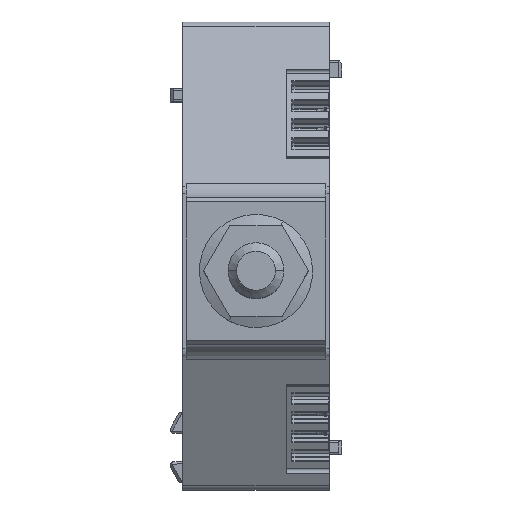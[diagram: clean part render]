
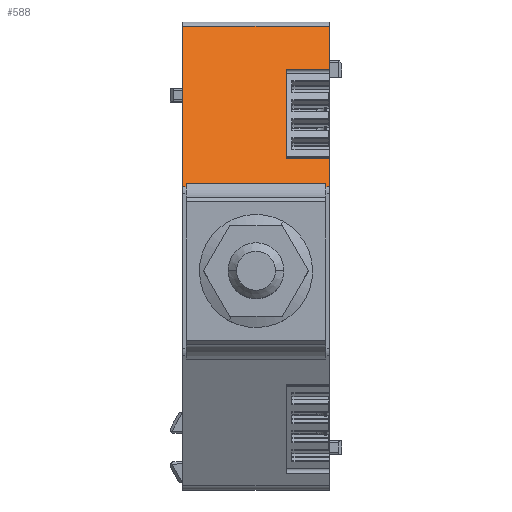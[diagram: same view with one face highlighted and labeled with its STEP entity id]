
A CAD part, top view. The second image highlights one B-rep face of the part: STEP entity #588.
In plain terms, the highlighted planar face has unit normal (0, 0.478, 0.878).
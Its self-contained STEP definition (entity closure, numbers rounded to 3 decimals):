
#488=AXIS2_PLACEMENT_3D('Plane Axis2P3D',#485,#486,#487) ;
#485=CARTESIAN_POINT('Axis2P3D Location',(12.3,41.8,29.462)) ;
#490=CARTESIAN_POINT('Line Origine',(12.3,43.889,28.326)) ;
#494=CARTESIAN_POINT('Vertex',(22.3,43.889,28.326)) ;
#496=CARTESIAN_POINT('Vertex',(2.3,43.889,28.326)) ;
#499=CARTESIAN_POINT('Line Origine',(22.3,43.631,28.467)) ;
#503=CARTESIAN_POINT('Vertex',(22.3,43.373,28.607)) ;
#506=CARTESIAN_POINT('Line Origine',(22.55,43.373,28.607)) ;
#510=CARTESIAN_POINT('Vertex',(22.8,43.373,28.607)) ;
#513=CARTESIAN_POINT('Line Origine',(22.8,45.486,27.458)) ;
#517=CARTESIAN_POINT('Vertex',(22.8,47.599,26.308)) ;
#520=CARTESIAN_POINT('Line Origine',(19.7,47.599,26.308)) ;
#524=CARTESIAN_POINT('Vertex',(16.6,47.599,26.308)) ;
#527=CARTESIAN_POINT('Line Origine',(16.6,53.925,22.868)) ;
#531=CARTESIAN_POINT('Vertex',(16.6,60.25,19.428)) ;
#534=CARTESIAN_POINT('Line Origine',(19.7,60.25,19.428)) ;
#538=CARTESIAN_POINT('Vertex',(22.8,60.25,19.428)) ;
#541=CARTESIAN_POINT('Line Origine',(22.8,63.311,17.763)) ;
#545=CARTESIAN_POINT('Vertex',(22.8,66.373,16.098)) ;
#548=CARTESIAN_POINT('Line Origine',(12.3,66.373,16.098)) ;
#552=CARTESIAN_POINT('Vertex',(1.8,66.373,16.098)) ;
#555=CARTESIAN_POINT('Line Origine',(1.8,54.873,22.352)) ;
#559=CARTESIAN_POINT('Vertex',(1.8,43.373,28.607)) ;
#562=CARTESIAN_POINT('Line Origine',(2.05,43.373,28.607)) ;
#566=CARTESIAN_POINT('Vertex',(2.3,43.373,28.607)) ;
#569=CARTESIAN_POINT('Line Origine',(2.3,43.631,28.467)) ;
#486=DIRECTION('Axis2P3D Direction',(0.,-0.478,-0.878)) ;
#487=DIRECTION('Axis2P3D XDirection',(0.,0.878,-0.478)) ;
#491=DIRECTION('Vector Direction',(-1.,0.,0.)) ;
#500=DIRECTION('Vector Direction',(0.,-0.878,0.478)) ;
#507=DIRECTION('Vector Direction',(-1.,0.,0.)) ;
#514=DIRECTION('Vector Direction',(0.,0.878,-0.478)) ;
#521=DIRECTION('Vector Direction',(-1.,0.,0.)) ;
#528=DIRECTION('Vector Direction',(0.,0.878,-0.478)) ;
#535=DIRECTION('Vector Direction',(-1.,0.,0.)) ;
#542=DIRECTION('Vector Direction',(0.,0.878,-0.478)) ;
#549=DIRECTION('Vector Direction',(1.,0.,0.)) ;
#556=DIRECTION('Vector Direction',(0.,0.878,-0.478)) ;
#563=DIRECTION('Vector Direction',(1.,0.,0.)) ;
#570=DIRECTION('Vector Direction',(0.,0.878,-0.478)) ;
#492=VECTOR('Line Direction',#491,1.) ;
#501=VECTOR('Line Direction',#500,1.) ;
#508=VECTOR('Line Direction',#507,1.) ;
#515=VECTOR('Line Direction',#514,1.) ;
#522=VECTOR('Line Direction',#521,1.) ;
#529=VECTOR('Line Direction',#528,1.) ;
#536=VECTOR('Line Direction',#535,1.) ;
#543=VECTOR('Line Direction',#542,1.) ;
#550=VECTOR('Line Direction',#549,1.) ;
#557=VECTOR('Line Direction',#556,1.) ;
#564=VECTOR('Line Direction',#563,1.) ;
#571=VECTOR('Line Direction',#570,1.) ;
#575=ORIENTED_EDGE('',*,*,#498,.F.) ;
#576=ORIENTED_EDGE('',*,*,#505,.F.) ;
#577=ORIENTED_EDGE('',*,*,#512,.T.) ;
#578=ORIENTED_EDGE('',*,*,#519,.F.) ;
#579=ORIENTED_EDGE('',*,*,#526,.T.) ;
#580=ORIENTED_EDGE('',*,*,#533,.T.) ;
#581=ORIENTED_EDGE('',*,*,#540,.F.) ;
#582=ORIENTED_EDGE('',*,*,#547,.F.) ;
#583=ORIENTED_EDGE('',*,*,#554,.F.) ;
#584=ORIENTED_EDGE('',*,*,#561,.F.) ;
#585=ORIENTED_EDGE('',*,*,#568,.T.) ;
#586=ORIENTED_EDGE('',*,*,#573,.T.) ;
#588=ADVANCED_FACE('V1',(#587),#489,.F.) ;
#498=EDGE_CURVE('',#495,#497,#493,.T.) ;
#505=EDGE_CURVE('',#504,#495,#502,.F.) ;
#512=EDGE_CURVE('',#504,#511,#509,.F.) ;
#519=EDGE_CURVE('',#518,#511,#516,.F.) ;
#526=EDGE_CURVE('',#518,#525,#523,.T.) ;
#533=EDGE_CURVE('',#525,#532,#530,.T.) ;
#540=EDGE_CURVE('',#539,#532,#537,.T.) ;
#547=EDGE_CURVE('',#546,#539,#544,.F.) ;
#554=EDGE_CURVE('',#553,#546,#551,.T.) ;
#561=EDGE_CURVE('',#560,#553,#558,.T.) ;
#568=EDGE_CURVE('',#560,#567,#565,.T.) ;
#573=EDGE_CURVE('',#567,#497,#572,.T.) ;
#574=EDGE_LOOP('',(#575,#576,#577,#578,#579,#580,#581,#582,#583,#584,#585,#586)) ;
#587=FACE_OUTER_BOUND('',#574,.T.) ;
#493=LINE('Line',#490,#492) ;
#502=LINE('Line',#499,#501) ;
#509=LINE('Line',#506,#508) ;
#516=LINE('Line',#513,#515) ;
#523=LINE('Line',#520,#522) ;
#530=LINE('Line',#527,#529) ;
#537=LINE('Line',#534,#536) ;
#544=LINE('Line',#541,#543) ;
#551=LINE('Line',#548,#550) ;
#558=LINE('Line',#555,#557) ;
#565=LINE('Line',#562,#564) ;
#572=LINE('Line',#569,#571) ;
#489=PLANE('',#488) ;
#495=VERTEX_POINT('',#494) ;
#497=VERTEX_POINT('',#496) ;
#504=VERTEX_POINT('',#503) ;
#511=VERTEX_POINT('',#510) ;
#518=VERTEX_POINT('',#517) ;
#525=VERTEX_POINT('',#524) ;
#532=VERTEX_POINT('',#531) ;
#539=VERTEX_POINT('',#538) ;
#546=VERTEX_POINT('',#545) ;
#553=VERTEX_POINT('',#552) ;
#560=VERTEX_POINT('',#559) ;
#567=VERTEX_POINT('',#566) ;
